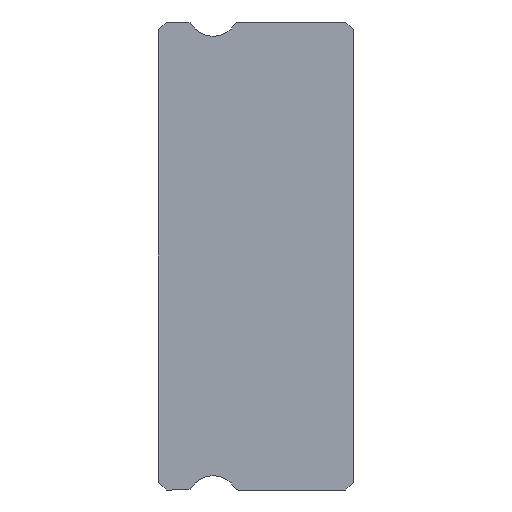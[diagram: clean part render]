
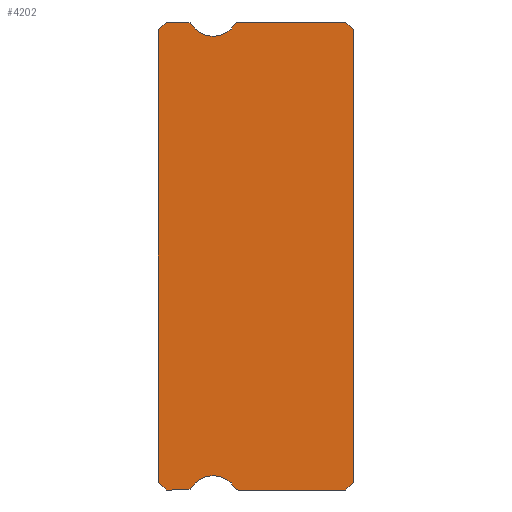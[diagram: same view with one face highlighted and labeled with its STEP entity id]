
A CAD part, left-side view. The second image highlights one B-rep face of the part: STEP entity #4202.
In plain terms, the highlighted planar face has unit normal (-1, 0, 0).
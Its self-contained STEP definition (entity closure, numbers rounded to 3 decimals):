
#25 = CIRCLE ( 'NONE', #508, 0.15 ) ;
#28 = ORIENTED_EDGE ( 'NONE', *, *, #3113, .F. ) ;
#85 = CARTESIAN_POINT ( 'NONE',  ( -10., 4.419, 9. ) ) ;
#98 = EDGE_CURVE ( 'NONE', #2025, #2596, #987, .T. ) ;
#110 = ORIENTED_EDGE ( 'NONE', *, *, #1752, .F. ) ;
#138 = VECTOR ( 'NONE', #915, 1000. ) ;
#171 = CARTESIAN_POINT ( 'NONE',  ( -10., 7.2, 9. ) ) ;
#177 = DIRECTION ( 'NONE',  ( 0., 0., -1. ) ) ;
#178 = CIRCLE ( 'NONE', #3094, 1. ) ;
#254 = ORIENTED_EDGE ( 'NONE', *, *, #1940, .F. ) ;
#289 = VERTEX_POINT ( 'NONE', #3649 ) ;
#290 = DIRECTION ( 'NONE',  ( 0., 0., -1. ) ) ;
#369 = LINE ( 'NONE', #3192, #2898 ) ;
#370 = VECTOR ( 'NONE', #4034, 1000. ) ;
#414 = VECTOR ( 'NONE', #3380, 1000. ) ;
#464 = LINE ( 'NONE', #1449, #370 ) ;
#508 = AXIS2_PLACEMENT_3D ( 'NONE', #3434, #2796, #4099 ) ;
#550 = CARTESIAN_POINT ( 'NONE',  ( -10., 7.2, 9. ) ) ;
#563 = VERTEX_POINT ( 'NONE', #2552 ) ;
#566 = LINE ( 'NONE', #550, #1943 ) ;
#584 = EDGE_CURVE ( 'NONE', #1864, #1610, #2653, .T. ) ;
#588 = ORIENTED_EDGE ( 'NONE', *, *, #2428, .F. ) ;
#623 = DIRECTION ( 'NONE',  ( 0., 0.707, -0.707 ) ) ;
#649 = CARTESIAN_POINT ( 'NONE',  ( -10., 7.2, -9. ) ) ;
#705 = CARTESIAN_POINT ( 'NONE',  ( -10., 6.381, -9. ) ) ;
#708 = AXIS2_PLACEMENT_3D ( 'NONE', #2114, #4014, #177 ) ;
#760 = CARTESIAN_POINT ( 'NONE',  ( -10., 7.5, 8.7 ) ) ;
#772 = CARTESIAN_POINT ( 'NONE',  ( -10., 4.547, -8.928 ) ) ;
#774 = ORIENTED_EDGE ( 'NONE', *, *, #2118, .F. ) ;
#780 = DIRECTION ( 'NONE',  ( 1., 0., 0. ) ) ;
#841 = CIRCLE ( 'NONE', #708, 1. ) ;
#851 = EDGE_CURVE ( 'NONE', #289, #2074, #3555, .T. ) ;
#859 = VECTOR ( 'NONE', #1093, 1000. ) ;
#914 = ORIENTED_EDGE ( 'NONE', *, *, #3135, .T. ) ;
#915 = DIRECTION ( 'NONE',  ( 0., -0.707, -0.707 ) ) ;
#974 = CARTESIAN_POINT ( 'NONE',  ( -10., 7.2, -9. ) ) ;
#987 = LINE ( 'NONE', #2619, #1489 ) ;
#1048 = CARTESIAN_POINT ( 'NONE',  ( -10., 6.381, 9. ) ) ;
#1050 = VERTEX_POINT ( 'NONE', #1715 ) ;
#1093 = DIRECTION ( 'NONE',  ( 0., -1., 0. ) ) ;
#1099 = CARTESIAN_POINT ( 'NONE',  ( -10., 4.419, 8.85 ) ) ;
#1102 = ORIENTED_EDGE ( 'NONE', *, *, #98, .T. ) ;
#1169 = DIRECTION ( 'NONE',  ( 0., 0., -1. ) ) ;
#1175 = EDGE_CURVE ( 'NONE', #1050, #563, #4082, .T. ) ;
#1207 = CARTESIAN_POINT ( 'NONE',  ( -10., 0., 8.7 ) ) ;
#1225 = CARTESIAN_POINT ( 'NONE',  ( -10., 6.381, 8.85 ) ) ;
#1274 = ORIENTED_EDGE ( 'NONE', *, *, #3209, .F. ) ;
#1356 = VERTEX_POINT ( 'NONE', #2818 ) ;
#1412 = EDGE_CURVE ( 'NONE', #1864, #2025, #566, .T. ) ;
#1449 = CARTESIAN_POINT ( 'NONE',  ( -10., 7.5, 8.85 ) ) ;
#1489 = VECTOR ( 'NONE', #1963, 1000. ) ;
#1491 = CARTESIAN_POINT ( 'NONE',  ( -10., 5.4, 8.45 ) ) ;
#1545 = CARTESIAN_POINT ( 'NONE',  ( -10., 6.381, 8.85 ) ) ;
#1610 = VERTEX_POINT ( 'NONE', #2194 ) ;
#1611 = CARTESIAN_POINT ( 'NONE',  ( -10., 0., 8.7 ) ) ;
#1615 = DIRECTION ( 'NONE',  ( 0., 0., -1. ) ) ;
#1651 = EDGE_CURVE ( 'NONE', #4044, #2278, #3720, .T. ) ;
#1708 = ORIENTED_EDGE ( 'NONE', *, *, #1858, .F. ) ;
#1715 = CARTESIAN_POINT ( 'NONE',  ( -10., 0.3, -9. ) ) ;
#1742 = DIRECTION ( 'NONE',  ( 0., 0., -1. ) ) ;
#1744 = CARTESIAN_POINT ( 'NONE',  ( -10., 5.4, 9.45 ) ) ;
#1752 = EDGE_CURVE ( 'NONE', #289, #1050, #369, .T. ) ;
#1840 = DIRECTION ( 'NONE',  ( 0., 1., 0. ) ) ;
#1858 = EDGE_CURVE ( 'NONE', #2753, #4044, #178, .T. ) ;
#1859 = EDGE_CURVE ( 'NONE', #3962, #1356, #3988, .T. ) ;
#1862 = VERTEX_POINT ( 'NONE', #772 ) ;
#1864 = VERTEX_POINT ( 'NONE', #1048 ) ;
#1915 = ORIENTED_EDGE ( 'NONE', *, *, #1412, .T. ) ;
#1924 = VERTEX_POINT ( 'NONE', #4109 ) ;
#1940 = EDGE_CURVE ( 'NONE', #1862, #1924, #3677, .T. ) ;
#1943 = VECTOR ( 'NONE', #1840, 1000. ) ;
#1955 = LINE ( 'NONE', #3253, #138 ) ;
#1963 = DIRECTION ( 'NONE',  ( 0., 0.707, -0.707 ) ) ;
#1999 = AXIS2_PLACEMENT_3D ( 'NONE', #1225, #3181, #290 ) ;
#2025 = VERTEX_POINT ( 'NONE', #171 ) ;
#2046 = AXIS2_PLACEMENT_3D ( 'NONE', #1545, #2852, #1742 ) ;
#2074 = VERTEX_POINT ( 'NONE', #1611 ) ;
#2114 = CARTESIAN_POINT ( 'NONE',  ( -10., 5.4, 9.45 ) ) ;
#2118 = EDGE_CURVE ( 'NONE', #2394, #2074, #1955, .T. ) ;
#2141 = CARTESIAN_POINT ( 'NONE',  ( -10., 0.3, 9. ) ) ;
#2162 = VERTEX_POINT ( 'NONE', #4168 ) ;
#2194 = CARTESIAN_POINT ( 'NONE',  ( -10., 6.253, 8.928 ) ) ;
#2250 = VECTOR ( 'NONE', #4166, 1000. ) ;
#2278 = VERTEX_POINT ( 'NONE', #85 ) ;
#2344 = DIRECTION ( 'NONE',  ( 0., 0., -1. ) ) ;
#2392 = CARTESIAN_POINT ( 'NONE',  ( -10., 4.547, 8.928 ) ) ;
#2394 = VERTEX_POINT ( 'NONE', #2141 ) ;
#2428 = EDGE_CURVE ( 'NONE', #2278, #2394, #3118, .T. ) ;
#2430 = ORIENTED_EDGE ( 'NONE', *, *, #1859, .T. ) ;
#2552 = CARTESIAN_POINT ( 'NONE',  ( -10., 4.419, -9. ) ) ;
#2566 = EDGE_LOOP ( 'NONE', ( #1274, #914, #2430, #3684, #254, #28, #2654, #110, #3252, #774, #588, #2973, #1708, #2668, #3457, #1915, #1102 ) ) ;
#2567 = FACE_OUTER_BOUND ( 'NONE', #2566, .T. ) ;
#2596 = VERTEX_POINT ( 'NONE', #760 ) ;
#2619 = CARTESIAN_POINT ( 'NONE',  ( -10., 7.5, 8.7 ) ) ;
#2621 = DIRECTION ( 'NONE',  ( 1., 0., 0. ) ) ;
#2653 = CIRCLE ( 'NONE', #2046, 0.15 ) ;
#2654 = ORIENTED_EDGE ( 'NONE', *, *, #1175, .F. ) ;
#2668 = ORIENTED_EDGE ( 'NONE', *, *, #3297, .F. ) ;
#2753 = VERTEX_POINT ( 'NONE', #1491 ) ;
#2790 = VECTOR ( 'NONE', #3951, 1000. ) ;
#2796 = DIRECTION ( 'NONE',  ( 1., 0., 0. ) ) ;
#2818 = CARTESIAN_POINT ( 'NONE',  ( -10., 6.381, -9. ) ) ;
#2852 = DIRECTION ( 'NONE',  ( 1., 0., 0. ) ) ;
#2898 = VECTOR ( 'NONE', #623, 1000. ) ;
#2920 = AXIS2_PLACEMENT_3D ( 'NONE', #4091, #3125, #1169 ) ;
#2964 = VECTOR ( 'NONE', #3056, 1000. ) ;
#2973 = ORIENTED_EDGE ( 'NONE', *, *, #1651, .F. ) ;
#3023 = DIRECTION ( 'NONE',  ( 0., 0., -1. ) ) ;
#3056 = DIRECTION ( 'NONE',  ( 0., 1., 0. ) ) ;
#3094 = AXIS2_PLACEMENT_3D ( 'NONE', #1744, #3944, #3023 ) ;
#3113 = EDGE_CURVE ( 'NONE', #563, #1862, #3541, .T. ) ;
#3118 = LINE ( 'NONE', #3747, #414 ) ;
#3125 = DIRECTION ( 'NONE',  ( -1., 0., 0. ) ) ;
#3135 = EDGE_CURVE ( 'NONE', #2162, #3962, #3262, .T. ) ;
#3181 = DIRECTION ( 'NONE',  ( 1., 0., 0. ) ) ;
#3192 = CARTESIAN_POINT ( 'NONE',  ( -10., 0., -8.7 ) ) ;
#3209 = EDGE_CURVE ( 'NONE', #2162, #2596, #464, .T. ) ;
#3252 = ORIENTED_EDGE ( 'NONE', *, *, #851, .T. ) ;
#3253 = CARTESIAN_POINT ( 'NONE',  ( -10., 0.3, 9. ) ) ;
#3262 = LINE ( 'NONE', #649, #2790 ) ;
#3297 = EDGE_CURVE ( 'NONE', #1610, #2753, #841, .T. ) ;
#3340 = AXIS2_PLACEMENT_3D ( 'NONE', #3587, #2621, #2344 ) ;
#3364 = PLANE ( 'NONE',  #1999 ) ;
#3380 = DIRECTION ( 'NONE',  ( 0., -1., 0. ) ) ;
#3434 = CARTESIAN_POINT ( 'NONE',  ( -10., 6.381, -8.85 ) ) ;
#3457 = ORIENTED_EDGE ( 'NONE', *, *, #584, .F. ) ;
#3541 = CIRCLE ( 'NONE', #3340, 0.15 ) ;
#3555 = LINE ( 'NONE', #1207, #2250 ) ;
#3587 = CARTESIAN_POINT ( 'NONE',  ( -10., 4.419, -8.85 ) ) ;
#3649 = CARTESIAN_POINT ( 'NONE',  ( -10., 0., -8.7 ) ) ;
#3650 = AXIS2_PLACEMENT_3D ( 'NONE', #1099, #780, #1615 ) ;
#3677 = CIRCLE ( 'NONE', #2920, 1. ) ;
#3684 = ORIENTED_EDGE ( 'NONE', *, *, #4077, .F. ) ;
#3720 = CIRCLE ( 'NONE', #3650, 0.15 ) ;
#3747 = CARTESIAN_POINT ( 'NONE',  ( -10., 6.381, 9. ) ) ;
#3944 = DIRECTION ( 'NONE',  ( -1., 0., 0. ) ) ;
#3951 = DIRECTION ( 'NONE',  ( 0., -0.707, -0.707 ) ) ;
#3962 = VERTEX_POINT ( 'NONE', #974 ) ;
#3988 = LINE ( 'NONE', #705, #859 ) ;
#4014 = DIRECTION ( 'NONE',  ( -1., 0., 0. ) ) ;
#4034 = DIRECTION ( 'NONE',  ( 0., 0., 1. ) ) ;
#4044 = VERTEX_POINT ( 'NONE', #2392 ) ;
#4063 = CARTESIAN_POINT ( 'NONE',  ( -10., 6.381, -9. ) ) ;
#4077 = EDGE_CURVE ( 'NONE', #1924, #1356, #25, .T. ) ;
#4082 = LINE ( 'NONE', #4063, #2964 ) ;
#4091 = CARTESIAN_POINT ( 'NONE',  ( -10., 5.4, -9.45 ) ) ;
#4099 = DIRECTION ( 'NONE',  ( 0., 0., -1. ) ) ;
#4109 = CARTESIAN_POINT ( 'NONE',  ( -10., 6.253, -8.928 ) ) ;
#4166 = DIRECTION ( 'NONE',  ( 0., 0., 1. ) ) ;
#4168 = CARTESIAN_POINT ( 'NONE',  ( -10., 7.5, -8.7 ) ) ;
#4202 = ADVANCED_FACE ( 'NONE', ( #2567 ), #3364, .F. ) ;
